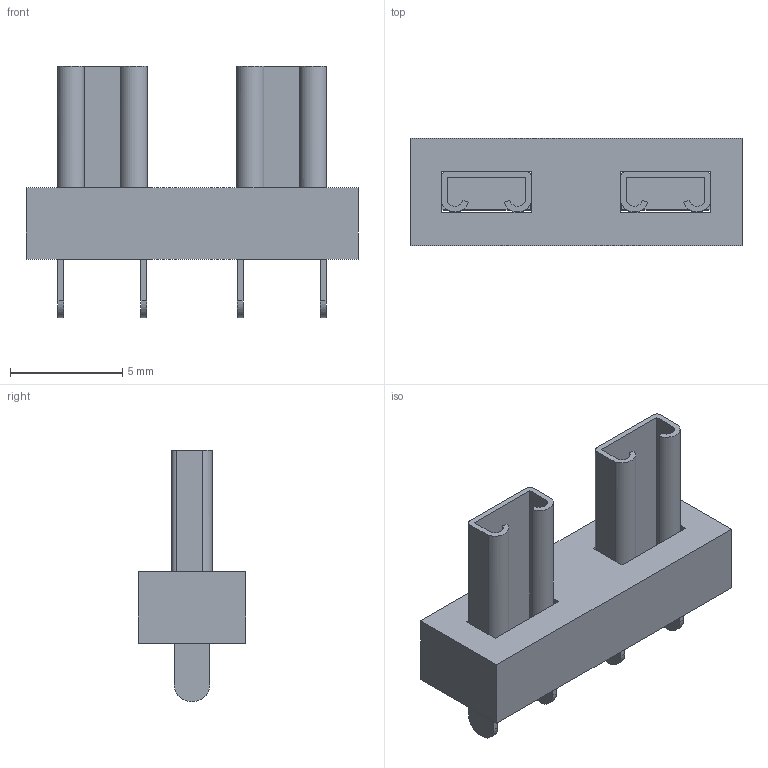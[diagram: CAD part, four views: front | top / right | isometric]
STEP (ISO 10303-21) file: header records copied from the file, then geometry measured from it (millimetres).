
FILE_DESCRIPTION (( 'STEP AP214' ), '1' );
FILE_NAME ('01000063Z.STEP', '2024-02-14T01:35:48', ( '' ), ( '' ), 'SwSTEP 2.0', 'SolidWorks 2022', '' );
FILE_SCHEMA (( 'AUTOMOTIVE_DESIGN' ));
Length unit declared in the file: millimetre
Products named in the file (1): 01000063Z
Bounding box: 14.8 x 4.8 x 11.2 mm (x, y, z)
Volume: 227 mm3; surface area: 674.7 mm2
Topology: 3 solids, 3 shells, 90 faces, 252 edges, 168 vertices
Faces by surface type: plane 70, cylinder 20
Entity records: 3638 total; most frequent: CARTESIAN_POINT 511, ORIENTED_EDGE 504, DIRECTION 494, EDGE_CURVE 252, LINE 192, VECTOR 192, VERTEX_POINT 168, AXIS2_PLACEMENT_3D 151
